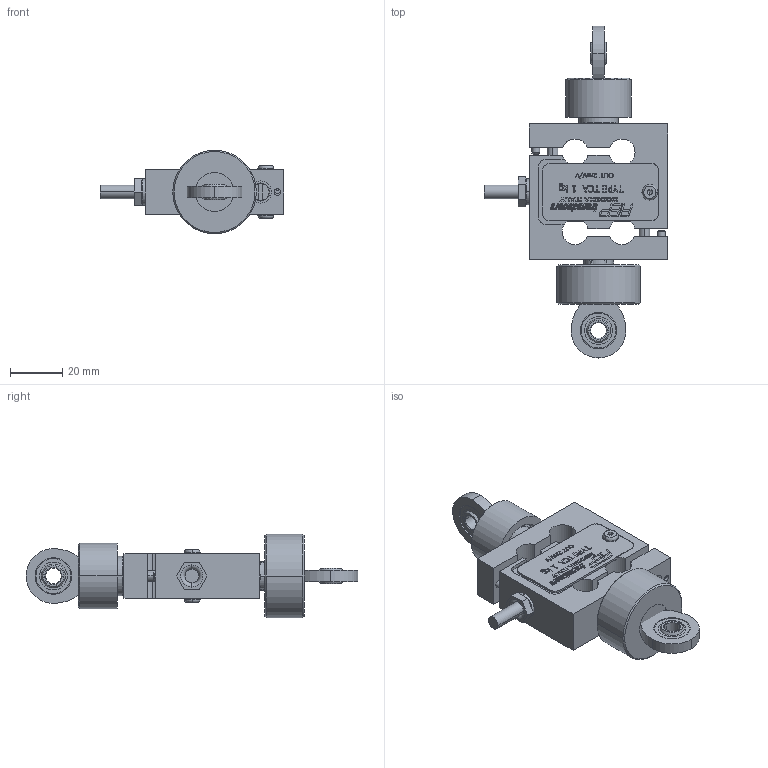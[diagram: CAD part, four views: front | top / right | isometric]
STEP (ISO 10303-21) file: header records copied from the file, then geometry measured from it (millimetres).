
FILE_DESCRIPTION(('STEP AP214'),'1');
FILE_NAME('TCA up to 5kg with accessories.stp','2016-11-04T16:03:08',(' '),(' '),'Spatial InterOp 3D',' ',' ');
FILE_SCHEMA(('automotive_design'));
Length unit declared in the file: millimetre
Products named in the file (23): Complessivo; Cover; vite M3 L=6; Cover2; Closing exagon; Cable Ø5.2; HEXAGON SOCKET SET SCREWS M3x10 UNI5923; HEXAGON SOCKET SET SCREWS M3x10 UNI5923 Copy; INAFAG GAR6-UK; Component1; Component2; Component3; Component4; Dado M6; CBC32M6; CTS18M6; CTS18M6 Geometry; O-RING 115 ø2.62; CTIC13; TCA up to 5kg with accessories; vite M3 L=62; Body; Tension stop
Assembly tree (25 placements, depth 4):
  TCA up to 5kg with accessories
    Complessivo
      Cover
      vite M3 L=6
      Cover2
      Closing exagon
      Cable Ø5.2
      HEXAGON SOCKET SET SCREWS M3x10 UNI5923
      HEXAGON SOCKET SET SCREWS M3x10 UNI5923 Copy
      INAFAG GAR6-UK  x2
        Component1
        Component2
        Component3
        Component4
      Dado M6  x2
      CBC32M6
      CTS18M6
        CTS18M6 Geometry
        O-RING 115 ø2.62
      CTIC13
    vite M3 L=62
    Body
    Tension stop  x2
Bounding box: 70.28 x 127.22 x 32 mm (x, y, z)
Volume: 63024.2 mm3; surface area: 33221.3 mm2
Topology: 25 solids, 49 shells, 1249 faces, 3235 edges, 2143 vertices
Faces by surface type: plane 743, cylinder 184, extrusion 179, cone 96, torus 30, sphere 17
Entity records: 46372 total; most frequent: CARTESIAN_POINT 8535, ORIENTED_EDGE 5846, DIRECTION 5282, EDGE_CURVE 2966, VECTOR 2240, LINE 2061, VERTEX_POINT 1985, AXIS2_PLACEMENT_3D 1521
